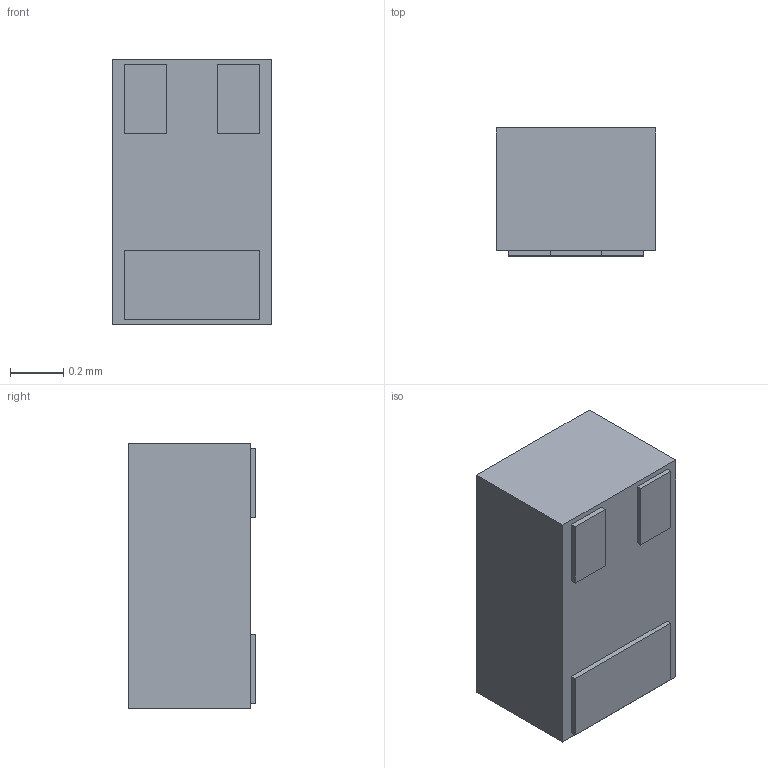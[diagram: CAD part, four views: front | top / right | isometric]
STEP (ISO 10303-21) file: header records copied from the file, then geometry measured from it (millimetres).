
FILE_DESCRIPTION (( 'STEP AP214' ), '1' );
FILE_NAME ('SC-101.step', '2018-11-03T15:16:22+00:00', 'Stefan Hamminga', '', '', '', '');
FILE_SCHEMA (( 'AUTOMOTIVE_DESIGN' ));
Length unit declared in the file: millimetre
Products named in the file (1): SC-101
Bounding box: 0.6 x 0.48 x 1 mm (x, y, z)
Volume: 0.3 mm3; surface area: 3.2 mm2
Topology: 4 solids, 4 shells, 25 faces, 52 edges, 36 vertices
Faces by surface type: plane 25
Entity records: 730 total; most frequent: CARTESIAN_POINT 114, ORIENTED_EDGE 104, DIRECTION 104, EDGE_CURVE 52, LINE 52, VECTOR 52, VERTEX_POINT 36, AXIS2_PLACEMENT_3D 26
